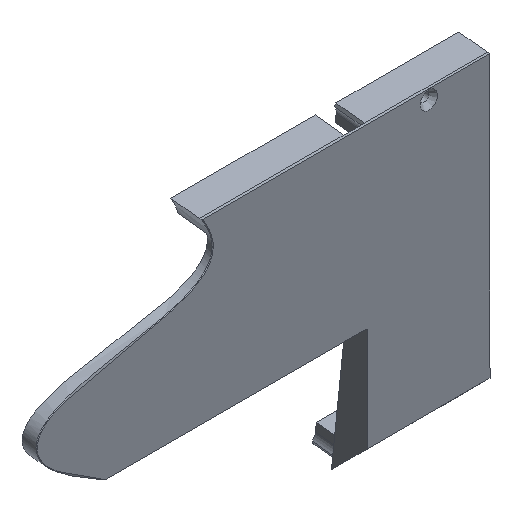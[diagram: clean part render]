
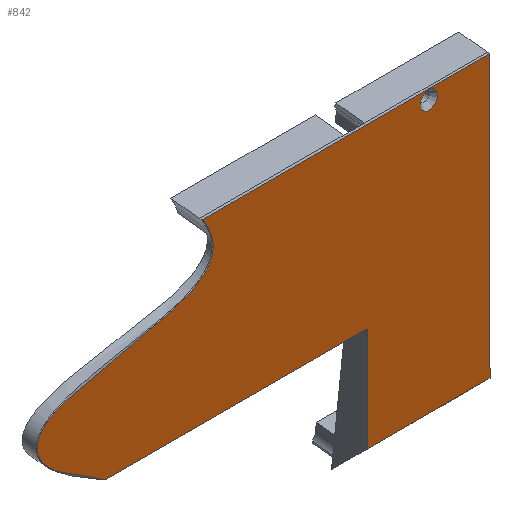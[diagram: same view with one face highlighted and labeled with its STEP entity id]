
A CAD part, isometric view. The second image highlights one B-rep face of the part: STEP entity #842.
In plain terms, the highlighted planar face has unit normal (0, -1, 0).
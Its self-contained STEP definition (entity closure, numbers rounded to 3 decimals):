
#48=FACE_BOUND('',#305,.T.);
#52=ELLIPSE('',#903,0.503,0.5);
#53=LINE('',#1388,#140);
#54=LINE('',#1392,#141);
#55=LINE('',#1394,#142);
#56=LINE('',#1396,#143);
#57=LINE('',#1397,#144);
#140=VECTOR('',#968,10.);
#141=VECTOR('',#971,10.);
#142=VECTOR('',#972,10.);
#143=VECTOR('',#973,10.);
#144=VECTOR('',#974,10.);
#227=PLANE('',#902);
#257=FACE_OUTER_BOUND('',#304,.T.);
#304=EDGE_LOOP('',(#586,#587,#588,#589,#590,#591,#592));
#305=EDGE_LOOP('',(#593));
#357=B_SPLINE_CURVE_WITH_KNOTS('',3,(#1354,#1355,#1356,#1357,#1358,#1359,
#1360,#1361,#1362,#1363,#1364,#1365,#1366,#1367,#1368,#1369,#1370,#1371,
#1372,#1373,#1374,#1375,#1376,#1377,#1378,#1379,#1380,#1381,#1382,#1383,
#1384,#1385),.UNSPECIFIED.,.F.,.F.,(4,1,1,1,1,1,1,1,2,1,1,1,1,1,1,1,1,1,
1,1,1,1,1,1,1,1,1,1,4),(4.673,5.317,5.962,
6.284,6.606,6.928,7.25,7.572,
7.894,8.104,8.313,8.732,9.151,
9.361,9.57,9.989,10.827,11.246,
12.922,13.341,13.55,13.76,14.179,
14.598,14.807,15.016,15.435,15.854,
16.257),.UNSPECIFIED.);
#358=B_SPLINE_CURVE_WITH_KNOTS('',3,(#1399,#1400,#1401,#1402,#1403,#1404,
#1405,#1406,#1407,#1408,#1409,#1410),.UNSPECIFIED.,.T.,.F.,(4,1,1,1,1,1,
1,1,1,4),(-3.142,-2.693,-2.244,-1.346,
-0.449,0.449,1.346,2.244,
2.693,3.142),.UNSPECIFIED.);
#373=VERTEX_POINT('',#1306);
#376=VERTEX_POINT('',#1347);
#377=VERTEX_POINT('',#1387);
#378=VERTEX_POINT('',#1389);
#379=VERTEX_POINT('',#1391);
#380=VERTEX_POINT('',#1393);
#381=VERTEX_POINT('',#1395);
#382=VERTEX_POINT('',#1398);
#458=EDGE_CURVE('',#376,#373,#357,.T.);
#459=EDGE_CURVE('',#376,#377,#53,.T.);
#460=EDGE_CURVE('',#378,#377,#52,.T.);
#461=EDGE_CURVE('',#378,#379,#54,.T.);
#462=EDGE_CURVE('',#379,#380,#55,.T.);
#463=EDGE_CURVE('',#381,#380,#56,.T.);
#464=EDGE_CURVE('',#373,#381,#57,.T.);
#465=EDGE_CURVE('',#382,#382,#358,.T.);
#586=ORIENTED_EDGE('',*,*,#458,.F.);
#587=ORIENTED_EDGE('',*,*,#459,.T.);
#588=ORIENTED_EDGE('',*,*,#460,.F.);
#589=ORIENTED_EDGE('',*,*,#461,.T.);
#590=ORIENTED_EDGE('',*,*,#462,.T.);
#591=ORIENTED_EDGE('',*,*,#463,.F.);
#592=ORIENTED_EDGE('',*,*,#464,.F.);
#593=ORIENTED_EDGE('',*,*,#465,.F.);
#842=ADVANCED_FACE('',(#257,#48),#227,.T.);
#902=AXIS2_PLACEMENT_3D('',#1386,#966,#967);
#903=AXIS2_PLACEMENT_3D('',#1390,#969,#970);
#966=DIRECTION('center_axis',(0.,-1.,0.));
#967=DIRECTION('ref_axis',(0.,0.,
-1.));
#968=DIRECTION('',(1.,0.,0.));
#969=DIRECTION('center_axis',(0.,-1.,0.));
#970=DIRECTION('ref_axis',(0.,0.,1.));
#971=DIRECTION('',(0.,0.,-1.));
#972=DIRECTION('',(1.,0.,0.));
#973=DIRECTION('',(0.,0.,-1.));
#974=DIRECTION('',(1.,0.,0.));
#1306=CARTESIAN_POINT('',(29.297,-16.164,53.298));
#1347=CARTESIAN_POINT('',(-3.942,-16.164,-7.225));
#1354=CARTESIAN_POINT('Ctrl Pts',(-3.942,-16.164,-7.225));
#1355=CARTESIAN_POINT('Ctrl Pts',(-5.968,-16.164,-6.025));
#1356=CARTESIAN_POINT('Ctrl Pts',(-9.997,-16.164,-3.664));
#1357=CARTESIAN_POINT('Ctrl Pts',(-14.767,-16.164,-0.699));
#1358=CARTESIAN_POINT('Ctrl Pts',(-18.225,-16.164,1.7));
#1359=CARTESIAN_POINT('Ctrl Pts',(-20.602,-16.164,3.53));
#1360=CARTESIAN_POINT('Ctrl Pts',(-22.71,-16.164,5.376));
#1361=CARTESIAN_POINT('Ctrl Pts',(-24.744,-16.164,7.528));
#1362=CARTESIAN_POINT('Ctrl Pts',(-26.354,-16.164,9.848));
#1363=CARTESIAN_POINT('Ctrl Pts',(-27.05,-16.164,11.591));
#1364=CARTESIAN_POINT('Ctrl Pts',(-27.343,-16.164,13.082));
#1365=CARTESIAN_POINT('Ctrl Pts',(-27.43,-16.164,14.256));
#1366=CARTESIAN_POINT('Ctrl Pts',(-26.934,-16.164,16.601));
#1367=CARTESIAN_POINT('Ctrl Pts',(-25.115,-16.164,19.062));
#1368=CARTESIAN_POINT('Ctrl Pts',(-22.602,-16.164,20.822));
#1369=CARTESIAN_POINT('Ctrl Pts',(-20.212,-16.164,22.06));
#1370=CARTESIAN_POINT('Ctrl Pts',(-17.697,-16.164,23.135));
#1371=CARTESIAN_POINT('Ctrl Pts',(-12.79,-16.164,24.796));
#1372=CARTESIAN_POINT('Ctrl Pts',(-6.292,-16.164,26.288));
#1373=CARTESIAN_POINT('Ctrl Pts',(5.45,-16.164,28.55));
#1374=CARTESIAN_POINT('Ctrl Pts',(15.671,-16.164,30.333));
#1375=CARTESIAN_POINT('Ctrl Pts',(23.012,-16.164,32.876));
#1376=CARTESIAN_POINT('Ctrl Pts',(25.424,-16.164,33.943));
#1377=CARTESIAN_POINT('Ctrl Pts',(27.582,-16.164,35.078));
#1378=CARTESIAN_POINT('Ctrl Pts',(30.085,-16.164,36.825));
#1379=CARTESIAN_POINT('Ctrl Pts',(31.99,-16.164,39.233));
#1380=CARTESIAN_POINT('Ctrl Pts',(32.794,-16.164,41.524));
#1381=CARTESIAN_POINT('Ctrl Pts',(33.096,-16.164,43.927));
#1382=CARTESIAN_POINT('Ctrl Pts',(32.576,-16.164,46.968));
#1383=CARTESIAN_POINT('Ctrl Pts',(31.179,-16.164,50.26));
#1384=CARTESIAN_POINT('Ctrl Pts',(29.938,-16.164,52.332));
#1385=CARTESIAN_POINT('Ctrl Pts',(29.297,-16.164,53.298));
#1386=CARTESIAN_POINT('Origin',(-127.775,-16.164,53.298));
#1387=CARTESIAN_POINT('',(85.225,-16.164,-7.225));
#1388=CARTESIAN_POINT('',(-21.025,-16.164,-7.225));
#1389=CARTESIAN_POINT('',(85.725,-16.164,-7.728));
#1390=CARTESIAN_POINT('Origin',(85.225,-16.164,-7.728));
#1391=CARTESIAN_POINT('',(85.725,-16.164,-42.941));
#1392=CARTESIAN_POINT('',(85.725,-16.164,-0.958));
#1393=CARTESIAN_POINT('',(127.775,-16.164,-42.941));
#1394=CARTESIAN_POINT('',(-127.775,-16.164,-42.941));
#1395=CARTESIAN_POINT('',(127.775,-16.164,53.298));
#1396=CARTESIAN_POINT('',(127.775,-16.164,53.298));
#1397=CARTESIAN_POINT('',(-127.775,-16.164,53.298));
#1398=CARTESIAN_POINT('',(106.825,-16.164,53.089));
#1399=CARTESIAN_POINT('Ctrl Pts',(106.825,-16.164,53.089));
#1400=CARTESIAN_POINT('Ctrl Pts',(106.375,-16.164,53.089));
#1401=CARTESIAN_POINT('Ctrl Pts',(105.478,-16.164,52.881));
#1402=CARTESIAN_POINT('Ctrl Pts',(104.029,-16.164,51.732));
#1403=CARTESIAN_POINT('Ctrl Pts',(103.478,-16.164,49.322));
#1404=CARTESIAN_POINT('Ctrl Pts',(105.328,-16.164,46.978));
#1405=CARTESIAN_POINT('Ctrl Pts',(108.322,-16.164,46.978));
#1406=CARTESIAN_POINT('Ctrl Pts',(110.171,-16.164,49.321));
#1407=CARTESIAN_POINT('Ctrl Pts',(109.622,-16.164,51.732));
#1408=CARTESIAN_POINT('Ctrl Pts',(108.172,-16.164,52.88));
#1409=CARTESIAN_POINT('Ctrl Pts',(107.275,-16.164,53.089));
#1410=CARTESIAN_POINT('Ctrl Pts',(106.825,-16.164,53.089));
